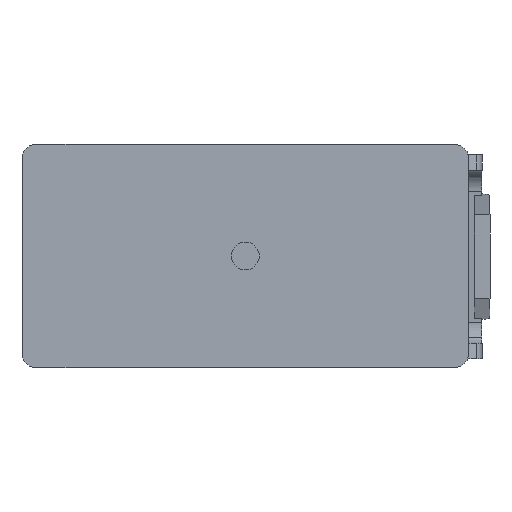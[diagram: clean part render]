
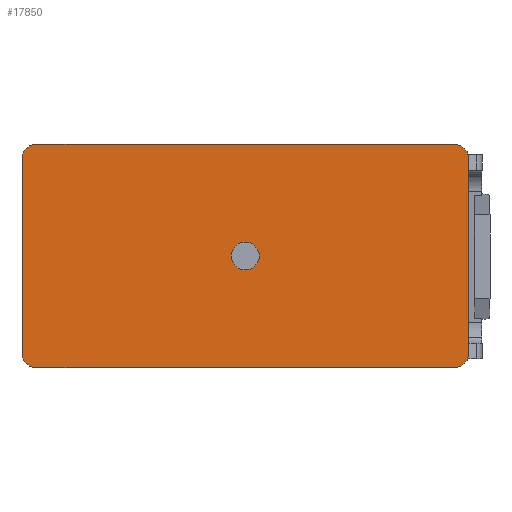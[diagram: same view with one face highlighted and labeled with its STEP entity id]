
A CAD part, front view. The second image highlights one B-rep face of the part: STEP entity #17850.
In plain terms, the highlighted planar face has unit normal (0, -1, 0).
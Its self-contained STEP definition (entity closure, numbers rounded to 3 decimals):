
#742=CARTESIAN_POINT('',(-1.0,-30.,0.0));
#743=VERTEX_POINT('',#742);
#759=CARTESIAN_POINT('',(1.0,-30.,0.));
#760=VERTEX_POINT('',#759);
#767=CARTESIAN_POINT('',(0.,-30.,0.0));
#768=DIRECTION('',(0.0,1.0,0.0));
#769=DIRECTION('',(-1.0,0.0,0.0));
#770=AXIS2_PLACEMENT_3D('',#767,#768,#769);
#771=CIRCLE('',#770,1.0);
#772=EDGE_CURVE('',#743,#760,#771,.T.);
#824=CARTESIAN_POINT('',(15.707,-30.,-7.707));
#825=VERTEX_POINT('',#824);
#834=CARTESIAN_POINT('',(15.,-30.,-8.0));
#835=VERTEX_POINT('',#834);
#836=CARTESIAN_POINT('',(15.,-30.,-7.0));
#837=DIRECTION('',(0.0,1.0,0.0));
#838=DIRECTION('',(0.707,0.0,-0.707));
#839=AXIS2_PLACEMENT_3D('',#836,#837,#838);
#840=CIRCLE('',#839,1.0);
#841=EDGE_CURVE('',#825,#835,#840,.T.);
#868=CARTESIAN_POINT('',(15.707,-30.,7.707));
#869=VERTEX_POINT('',#868);
#885=CARTESIAN_POINT('',(15.,-30.,8.0));
#886=VERTEX_POINT('',#885);
#893=CARTESIAN_POINT('',(15.,-30.,7.0));
#894=DIRECTION('',(0.0,1.,0.0));
#895=DIRECTION('',(0.707,0.0,0.707));
#896=AXIS2_PLACEMENT_3D('',#893,#894,#895);
#897=CIRCLE('',#896,1.);
#898=EDGE_CURVE('',#886,#869,#897,.T.);
#908=CARTESIAN_POINT('',(-15.707,-30.,7.707));
#909=VERTEX_POINT('',#908);
#918=CARTESIAN_POINT('',(-15.0,-30.,8.0));
#919=VERTEX_POINT('',#918);
#920=CARTESIAN_POINT('',(-15.0,-30.,7.0));
#921=DIRECTION('',(0.0,1.,0.0));
#922=DIRECTION('',(-0.707,0.0,0.707));
#923=AXIS2_PLACEMENT_3D('',#920,#921,#922);
#924=CIRCLE('',#923,1.);
#925=EDGE_CURVE('',#909,#919,#924,.T.);
#952=CARTESIAN_POINT('',(-15.707,-30.,-7.707));
#953=VERTEX_POINT('',#952);
#969=CARTESIAN_POINT('',(-15.0,-30.,-8.0));
#970=VERTEX_POINT('',#969);
#977=CARTESIAN_POINT('',(-15.0,-30.,-7.0));
#978=DIRECTION('',(0.0,1.,0.0));
#979=DIRECTION('',(-0.707,0.0,-0.707));
#980=AXIS2_PLACEMENT_3D('',#977,#978,#979);
#981=CIRCLE('',#980,1.);
#982=EDGE_CURVE('',#970,#953,#981,.T.);
#17546=CARTESIAN_POINT('',(-16.0,-30.,-7.0));
#17547=VERTEX_POINT('',#17546);
#17548=CARTESIAN_POINT('',(-15.0,-30.,-7.0));
#17549=DIRECTION('',(0.0,1.,0.0));
#17550=DIRECTION('',(-0.707,0.0,-0.707));
#17551=AXIS2_PLACEMENT_3D('',#17548,#17549,#17550);
#17552=CIRCLE('',#17551,1.);
#17553=EDGE_CURVE('',#953,#17547,#17552,.T.);
#17586=CARTESIAN_POINT('',(-15.0,-30.,-8.0));
#17587=DIRECTION('',(1.0,0.0,0.0));
#17588=VECTOR('',#17587,30.);
#17589=LINE('',#17586,#17588);
#17590=EDGE_CURVE('',#970,#835,#17589,.T.);
#17720=CARTESIAN_POINT('',(-16.0,-30.,7.0));
#17721=VERTEX_POINT('',#17720);
#17728=CARTESIAN_POINT('',(-15.0,-30.,7.0));
#17729=DIRECTION('',(0.0,1.,0.0));
#17730=DIRECTION('',(-0.707,0.0,0.707));
#17731=AXIS2_PLACEMENT_3D('',#17728,#17729,#17730);
#17732=CIRCLE('',#17731,1.);
#17733=EDGE_CURVE('',#17721,#909,#17732,.T.);
#17744=CARTESIAN_POINT('',(15.,-30.,8.0));
#17745=DIRECTION('',(-1.0,0.0,0.0));
#17746=VECTOR('',#17745,30.);
#17747=LINE('',#17744,#17746);
#17748=EDGE_CURVE('',#886,#919,#17747,.T.);
#17795=CARTESIAN_POINT('',(16.0,-30.,-8.0));
#17796=DIRECTION('',(0.0,-1.0,0.0));
#17797=DIRECTION('',(0.0,0.0,-1.0));
#17798=AXIS2_PLACEMENT_3D('',#17795,#17796,#17797);
#17799=PLANE('',#17798);
#17800=ORIENTED_EDGE('',*,*,#982,.F.);
#17801=ORIENTED_EDGE('',*,*,#17590,.T.);
#17802=ORIENTED_EDGE('',*,*,#841,.F.);
#17803=CARTESIAN_POINT('',(16.0,-30.,-7.0));
#17804=VERTEX_POINT('',#17803);
#17805=CARTESIAN_POINT('',(15.,-30.,-7.0));
#17806=DIRECTION('',(0.0,1.0,0.0));
#17807=DIRECTION('',(0.707,0.0,-0.707));
#17808=AXIS2_PLACEMENT_3D('',#17805,#17806,#17807);
#17809=CIRCLE('',#17808,1.0);
#17810=EDGE_CURVE('',#17804,#825,#17809,.T.);
#17811=ORIENTED_EDGE('',*,*,#17810,.F.);
#17812=CARTESIAN_POINT('',(16.0,-30.,7.0));
#17813=VERTEX_POINT('',#17812);
#17814=CARTESIAN_POINT('',(16.0,-30.,-7.0));
#17815=DIRECTION('',(0.0,0.0,1.0));
#17816=VECTOR('',#17815,14.0);
#17817=LINE('',#17814,#17816);
#17818=EDGE_CURVE('',#17804,#17813,#17817,.T.);
#17819=ORIENTED_EDGE('',*,*,#17818,.T.);
#17820=CARTESIAN_POINT('',(15.,-30.,7.0));
#17821=DIRECTION('',(0.0,1.,0.0));
#17822=DIRECTION('',(0.707,0.0,0.707));
#17823=AXIS2_PLACEMENT_3D('',#17820,#17821,#17822);
#17824=CIRCLE('',#17823,1.);
#17825=EDGE_CURVE('',#869,#17813,#17824,.T.);
#17826=ORIENTED_EDGE('',*,*,#17825,.F.);
#17827=ORIENTED_EDGE('',*,*,#898,.F.);
#17828=ORIENTED_EDGE('',*,*,#17748,.T.);
#17829=ORIENTED_EDGE('',*,*,#925,.F.);
#17830=ORIENTED_EDGE('',*,*,#17733,.F.);
#17831=CARTESIAN_POINT('',(-16.0,-30.,-7.0));
#17832=DIRECTION('',(0.0,0.0,1.0));
#17833=VECTOR('',#17832,14.0);
#17834=LINE('',#17831,#17833);
#17835=EDGE_CURVE('',#17547,#17721,#17834,.T.);
#17836=ORIENTED_EDGE('',*,*,#17835,.F.);
#17837=ORIENTED_EDGE('',*,*,#17553,.F.);
#17838=EDGE_LOOP('',(#17800,#17801,#17802,#17811,#17819,#17826,#17827,#17828,#17829,#17830,#17836,#17837));
#17839=FACE_OUTER_BOUND('',#17838,.T.);
#17840=ORIENTED_EDGE('',*,*,#772,.T.);
#17841=CARTESIAN_POINT('',(0.,-30.,0.0));
#17842=DIRECTION('',(0.0,1.0,0.0));
#17843=DIRECTION('',(-1.0,0.0,0.0));
#17844=AXIS2_PLACEMENT_3D('',#17841,#17842,#17843);
#17845=CIRCLE('',#17844,1.0);
#17846=EDGE_CURVE('',#760,#743,#17845,.T.);
#17847=ORIENTED_EDGE('',*,*,#17846,.T.);
#17848=EDGE_LOOP('',(#17840,#17847));
#17849=FACE_BOUND('',#17848,.T.);
#17850=ADVANCED_FACE('',(#17839,#17849),#17799,.T.);
